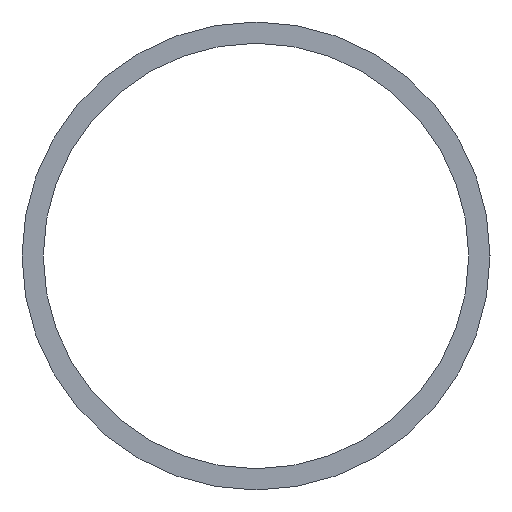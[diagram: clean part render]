
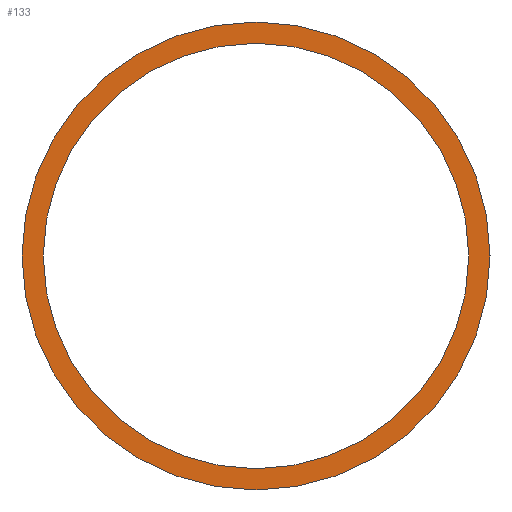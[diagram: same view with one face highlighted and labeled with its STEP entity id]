
A CAD part, left-side view. The second image highlights one B-rep face of the part: STEP entity #133.
In plain terms, the highlighted planar face has unit normal (-1, 0, 0).
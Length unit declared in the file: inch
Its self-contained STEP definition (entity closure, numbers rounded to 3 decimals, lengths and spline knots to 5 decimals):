
#2 = DIRECTION ( 'NONE',  ( 0., 0., -1. ) ) ;
#3 = EDGE_CURVE ( 'NONE', #217, #4, #73, .T. ) ;
#4 = VERTEX_POINT ( 'NONE', #123 ) ;
#11 = CARTESIAN_POINT ( 'NONE',  ( 0., 0., 0.25 ) ) ;
#21 = DIRECTION ( 'NONE',  ( -1., 0., 0. ) ) ;
#22 = CARTESIAN_POINT ( 'NONE',  ( 0., 0., 0. ) ) ;
#25 = EDGE_LOOP ( 'NONE', ( #200, #186 ) ) ;
#36 = DIRECTION ( 'NONE',  ( 0., 0., -1. ) ) ;
#38 = VERTEX_POINT ( 'NONE', #11 ) ;
#49 = AXIS2_PLACEMENT_3D ( 'NONE', #88, #209, #36 ) ;
#54 = CARTESIAN_POINT ( 'NONE',  ( 0., 0., -0.25 ) ) ;
#55 = CARTESIAN_POINT ( 'NONE',  ( 0., 0., 0. ) ) ;
#59 = CIRCLE ( 'NONE', #147, 0.25 ) ;
#60 = DIRECTION ( 'NONE',  ( 0., 0., 1. ) ) ;
#73 = CIRCLE ( 'NONE', #161, 0.275 ) ;
#75 = DIRECTION ( 'NONE',  ( 1., 0., 0. ) ) ;
#80 = EDGE_CURVE ( 'NONE', #182, #38, #59, .T. ) ;
#88 = CARTESIAN_POINT ( 'NONE',  ( 0., 0., 0. ) ) ;
#89 = DIRECTION ( 'NONE',  ( 0., 0., -1. ) ) ;
#103 = FACE_OUTER_BOUND ( 'NONE', #25, .T. ) ;
#109 = CIRCLE ( 'NONE', #155, 0.25 ) ;
#110 = CIRCLE ( 'NONE', #206, 0.275 ) ;
#117 = CARTESIAN_POINT ( 'NONE',  ( 0., 0., 0. ) ) ;
#123 = CARTESIAN_POINT ( 'NONE',  ( 0., 0., -0.275 ) ) ;
#132 = EDGE_CURVE ( 'NONE', #4, #217, #110, .T. ) ;
#133 = ADVANCED_FACE ( 'NONE', ( #144, #103 ), #137, .F. ) ;
#134 = ORIENTED_EDGE ( 'NONE', *, *, #80, .F. ) ;
#137 = PLANE ( 'NONE',  #49 ) ;
#144 = FACE_BOUND ( 'NONE', #189, .T. ) ;
#145 = CARTESIAN_POINT ( 'NONE',  ( 0., 0., 0. ) ) ;
#147 = AXIS2_PLACEMENT_3D ( 'NONE', #145, #202, #60 ) ;
#155 = AXIS2_PLACEMENT_3D ( 'NONE', #117, #21, #171 ) ;
#161 = AXIS2_PLACEMENT_3D ( 'NONE', #55, #176, #89 ) ;
#171 = DIRECTION ( 'NONE',  ( 0., 0., 1. ) ) ;
#176 = DIRECTION ( 'NONE',  ( 1., 0., 0. ) ) ;
#182 = VERTEX_POINT ( 'NONE', #54 ) ;
#186 = ORIENTED_EDGE ( 'NONE', *, *, #132, .F. ) ;
#189 = EDGE_LOOP ( 'NONE', ( #220, #134 ) ) ;
#194 = CARTESIAN_POINT ( 'NONE',  ( 0., 0., 0.275 ) ) ;
#200 = ORIENTED_EDGE ( 'NONE', *, *, #3, .F. ) ;
#202 = DIRECTION ( 'NONE',  ( -1., 0., 0. ) ) ;
#206 = AXIS2_PLACEMENT_3D ( 'NONE', #22, #75, #2 ) ;
#209 = DIRECTION ( 'NONE',  ( 1., 0., 0. ) ) ;
#214 = EDGE_CURVE ( 'NONE', #38, #182, #109, .T. ) ;
#217 = VERTEX_POINT ( 'NONE', #194 ) ;
#220 = ORIENTED_EDGE ( 'NONE', *, *, #214, .F. ) ;
